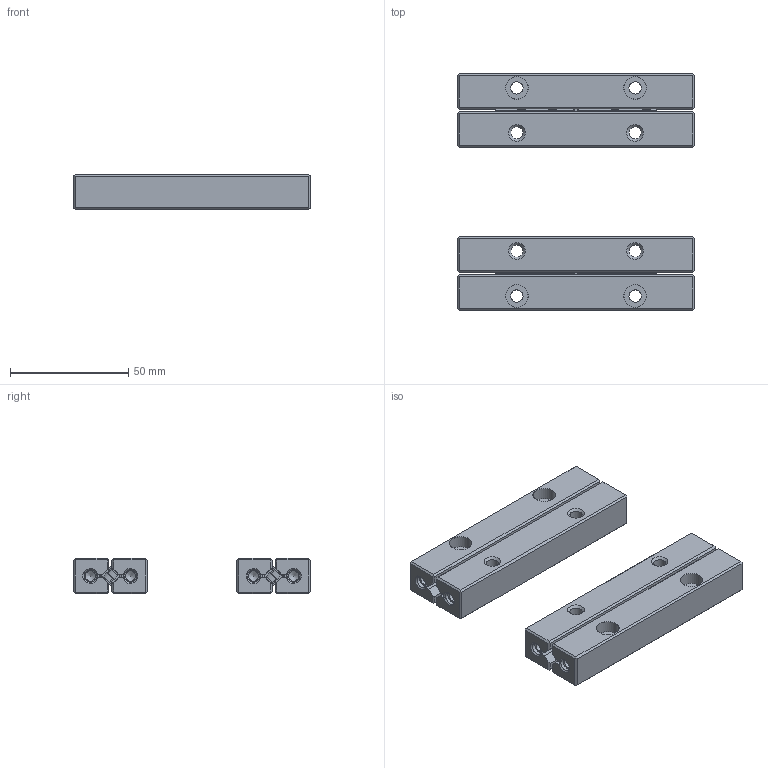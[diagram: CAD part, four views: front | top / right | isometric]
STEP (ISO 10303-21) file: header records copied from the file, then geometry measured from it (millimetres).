
FILE_DESCRIPTION(/* description */ (''),/* implementation_level */ '2;1');
FILE_NAME(/* name */ 'Set RSDE-6100x8KRE-ACC.stp',/* time_stamp */ '2018-12-17T18:46:24+01:00',/* author */ (''),/* organization */ (''),/* preprocessor_version */ 'ST-DEVELOPER v16.7',/* originating_system */ 'SIEMENS PLM Software NX 12.0',/* authorisation */ '');
FILE_SCHEMA (('AUTOMOTIVE_DESIGN { 1 0 10303 214 3 1 1 1 }'));
Length unit declared in the file: millimetre
Products named in the file (8): 029045_A_4-Gear R_RE 6-ACC_ m_0_3_ z_28; ISO 2338-2m6x5-A1_A_4-Dowel Pin ISO 2338-2m6x5-A1; 019793_A_5-Roller Ø6x4.4; 029018_A_3-Body Cage R6x8KRE-ACC; 044230_A_3-Rack R6-ACC L_65; 014635_A_1-RSDE-6100-ACC; 029075_A_3-Roller Cage R6x8KRE-ACC Assy; 031023_A_1-RSDE-6175x18KRE-ACC
Assembly tree (22 placements, depth 3):
  031023_A_1-RSDE-6175x18KRE-ACC
    014635_A_1-RSDE-6100-ACC  x4
    029075_A_3-Roller Cage R6x8KRE-ACC Assy  x2
      029018_A_3-Body Cage R6x8KRE-ACC
      019793_A_5-Roller Ø6x4.4
      ISO 2338-2m6x5-A1_A_4-Dowel Pin ISO 2338-2m6x5-A1
      029045_A_4-Gear R_RE 6-ACC_ m_0_3_ z_28
    044230_A_3-Rack R6-ACC L_65  x4
Bounding box: 100 x 100 x 15 mm (x, y, z)
Volume: 79986.9 mm3; surface area: 40066.5 mm2
Topology: 32 solids, 32 shells, 2452 faces, 6942 edges, 4582 vertices
Faces by surface type: plane 1568, cylinder 548, extrusion 124, cone 116, bspline 64, torus 32
Full cylindrical faces by diameter (mm): 0.8 x80, 2 x8, 4 x16, 4.3 x8, 5.2 x16, 6 x16, 9.5 x8
Entity records: 25898 total; most frequent: CARTESIAN_POINT 7835, ORIENTED_EDGE 3786, DIRECTION 3434, EDGE_CURVE 1893, VECTOR 1334, VERTEX_POINT 1288, LINE 1275, AXIS2_PLACEMENT_3D 1050
